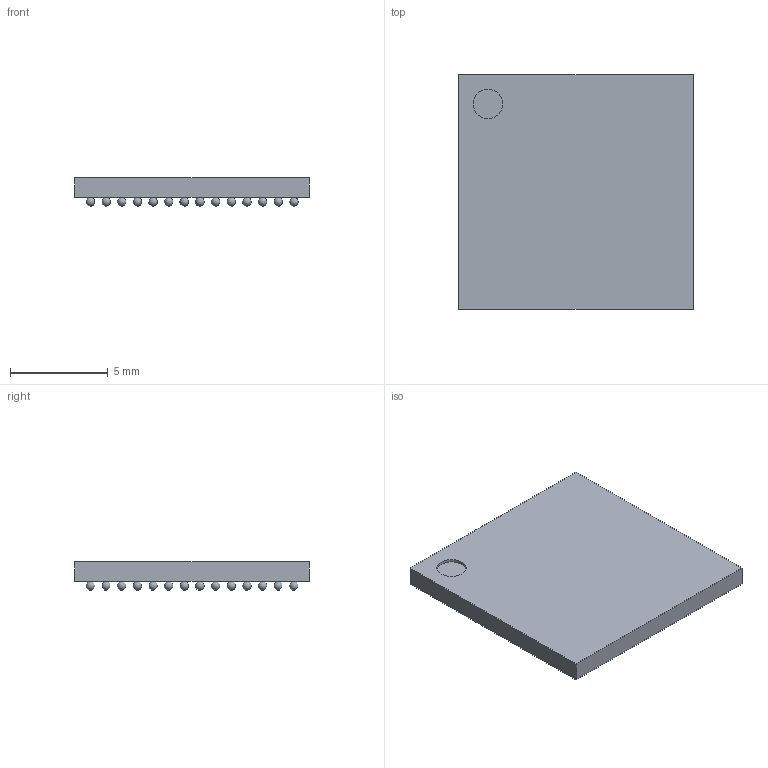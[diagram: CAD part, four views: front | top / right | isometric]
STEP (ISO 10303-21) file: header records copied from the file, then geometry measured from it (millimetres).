
FILE_DESCRIPTION(('FreeCAD Model'),'2;1');
FILE_NAME('17460511.1.1.stp','2023-05-04T11:21:49',( 'Author'),(''),'Open CASCADE STEP processor 6.9','FreeCAD','Unknown' );
FILE_SCHEMA(('AUTOMOTIVE_DESIGN { 1 0 10303 214 1 1 1 1 }'));
Length unit declared in the file: millimetre
Products named in the file (194): ASSEMBLY; A2; A3; A4; A5; A6; A7; A8; A9; A10; A11; A12; A13; B1; B2; B3; B4; B5; B6; B7; B8; B9; B10; B11; B12; B13; B14; C1; C2; C3; C4; C5; C6; C7; C8; C9; C10; C11; C12; C13 ...
Assembly tree (193 placements, depth 2):
  ASSEMBLY
    A2
    A3
    A4
    A5
    A6
    A7
    A8
    A9
    A10
    A11
    A12
    A13
    B1
    B2
    B3
    B4
    B5
    B6
    B7
    B8
    B9
    B10
    B11
    B12
    B13
    B14
    C1
    C2
    C3
    C4
    C5
    C6
    C7
    C8
    C9
    C10
    C11
    C12
    C13
    C14
    D1
    D2
    D3
    D4
    D5
    D6
    D7
    D8
    D9
    D10
    D11
    D12
    D13
    D14
    E1
    E2
    E3
    E4
    E5
Bounding box: 12 x 12 x 1.45 mm (x, y, z)
Volume: 152.9 mm3; surface area: 458.8 mm2
Topology: 193 solids, 193 shells, 200 faces, 591 edges, 394 vertices
Faces by surface type: sphere 192, plane 7, cylinder 1
Full cylindrical faces by diameter (mm): 1.5 x1
Entity records: 8116 total; most frequent: DIRECTION 835, CARTESIAN_POINT 641, AXIS2_PLACEMENT_3D 396, PRODUCT_DEFINITION_SHAPE 387, VERTEX_POINT 202, FACE_BOUND 201, ADVANCED_FACE 200, SHAPE_DEFINITION_REPRESENTATION 194
